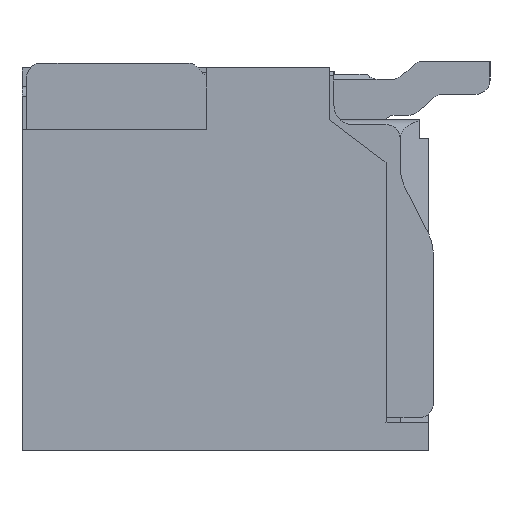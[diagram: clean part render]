
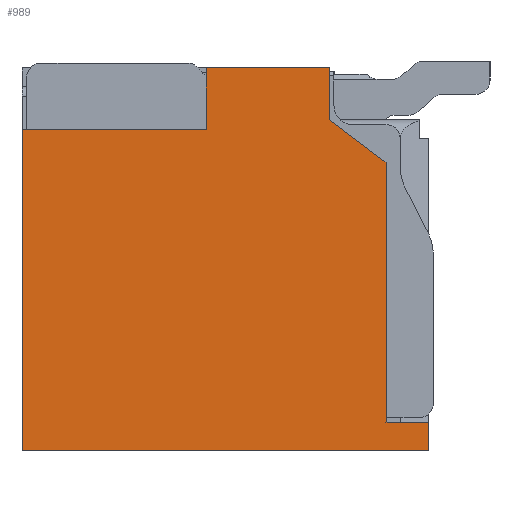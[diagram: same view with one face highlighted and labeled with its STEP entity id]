
A CAD part, left-side view. The second image highlights one B-rep face of the part: STEP entity #989.
In plain terms, the highlighted planar face has unit normal (-1, 0, 0).
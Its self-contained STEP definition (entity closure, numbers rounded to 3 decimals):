
#178 = CARTESIAN_POINT ( 'NONE',  ( -6.625, -1.1, 1.475 ) ) ;
#989 = ADVANCED_FACE ( 'NONE', ( #7623 ), #26723, .F. ) ;
#1153 = EDGE_CURVE ( 'NONE', #9677, #10429, #19264, .T. ) ;
#2182 = VERTEX_POINT ( 'NONE', #16837 ) ;
#2257 = DIRECTION ( 'NONE',  ( 0., 0., -1. ) ) ;
#2327 = ORIENTED_EDGE ( 'NONE', *, *, #21044, .F. ) ;
#2749 = DIRECTION ( 'NONE',  ( 0., 0., -1. ) ) ;
#3238 = VECTOR ( 'NONE', #10772, 1000. ) ;
#3307 = EDGE_CURVE ( 'NONE', #15957, #19560, #20340, .T. ) ;
#3615 = CARTESIAN_POINT ( 'NONE',  ( -6.625, -2.15, 0. ) ) ;
#3927 = LINE ( 'NONE', #14548, #26441 ) ;
#4269 = EDGE_CURVE ( 'NONE', #12394, #22971, #26249, .T. ) ;
#5322 = EDGE_CURVE ( 'NONE', #10429, #15385, #23017, .T. ) ;
#5343 = CARTESIAN_POINT ( 'NONE',  ( -6.625, 2.15, -2.025 ) ) ;
#5724 = DIRECTION ( 'NONE',  ( 0., 0., -1. ) ) ;
#5844 = DIRECTION ( 'NONE',  ( 0., 0., 1. ) ) ;
#6557 = ORIENTED_EDGE ( 'NONE', *, *, #23502, .F. ) ;
#7279 = ORIENTED_EDGE ( 'NONE', *, *, #1153, .F. ) ;
#7369 = VECTOR ( 'NONE', #5724, 1000. ) ;
#7623 = FACE_OUTER_BOUND ( 'NONE', #13976, .T. ) ;
#9569 = CARTESIAN_POINT ( 'NONE',  ( -6.625, -1.1, 2.025 ) ) ;
#9677 = VERTEX_POINT ( 'NONE', #19489 ) ;
#10054 = DIRECTION ( 'NONE',  ( 0., 0., 1. ) ) ;
#10113 = VECTOR ( 'NONE', #10054, 1000. ) ;
#10247 = CARTESIAN_POINT ( 'NONE',  ( -6.625, -1.7, 0. ) ) ;
#10429 = VERTEX_POINT ( 'NONE', #21935 ) ;
#10580 = VECTOR ( 'NONE', #28890, 1000. ) ;
#10583 = VECTOR ( 'NONE', #20936, 1000. ) ;
#10772 = DIRECTION ( 'NONE',  ( 0., -0.8, -0.6 ) ) ;
#10811 = ORIENTED_EDGE ( 'NONE', *, *, #28063, .F. ) ;
#11970 = VERTEX_POINT ( 'NONE', #26396 ) ;
#12323 = AXIS2_PLACEMENT_3D ( 'NONE', #18919, #21195, #2749 ) ;
#12394 = VERTEX_POINT ( 'NONE', #31726 ) ;
#13976 = EDGE_LOOP ( 'NONE', ( #28135, #6557, #32485, #2327, #24171, #22746, #30995, #25281, #7279, #10811 ) ) ;
#14164 = EDGE_CURVE ( 'NONE', #2182, #11970, #16660, .T. ) ;
#14548 = CARTESIAN_POINT ( 'NONE',  ( -6.625, 0., -1.725 ) ) ;
#15385 = VERTEX_POINT ( 'NONE', #9569 ) ;
#15833 = VECTOR ( 'NONE', #18660, 1000. ) ;
#15957 = VERTEX_POINT ( 'NONE', #5343 ) ;
#16016 = CARTESIAN_POINT ( 'NONE',  ( -6.625, -1.1, 0. ) ) ;
#16660 = LINE ( 'NONE', #3615, #26429 ) ;
#16837 = CARTESIAN_POINT ( 'NONE',  ( -6.625, -2.15, -1.725 ) ) ;
#17148 = DIRECTION ( 'NONE',  ( 0., -1., 0. ) ) ;
#18395 = CARTESIAN_POINT ( 'NONE',  ( -6.625, 2.15, 0. ) ) ;
#18660 = DIRECTION ( 'NONE',  ( 0., -1., 0. ) ) ;
#18919 = CARTESIAN_POINT ( 'NONE',  ( -6.625, 0., 0. ) ) ;
#19264 = LINE ( 'NONE', #30189, #28942 ) ;
#19342 = VERTEX_POINT ( 'NONE', #31781 ) ;
#19489 = CARTESIAN_POINT ( 'NONE',  ( -6.625, 0.2, 1.375 ) ) ;
#19560 = VERTEX_POINT ( 'NONE', #30549 ) ;
#20340 = LINE ( 'NONE', #18395, #10113 ) ;
#20936 = DIRECTION ( 'NONE',  ( 0., 1., 0. ) ) ;
#21044 = EDGE_CURVE ( 'NONE', #19342, #2182, #3927, .T. ) ;
#21195 = DIRECTION ( 'NONE',  ( 1., 0., 0. ) ) ;
#21935 = CARTESIAN_POINT ( 'NONE',  ( -6.625, 0.2, 2.025 ) ) ;
#22536 = VECTOR ( 'NONE', #2257, 1000. ) ;
#22746 = ORIENTED_EDGE ( 'NONE', *, *, #4269, .F. ) ;
#22971 = VERTEX_POINT ( 'NONE', #31800 ) ;
#23017 = LINE ( 'NONE', #33757, #10580 ) ;
#23502 = EDGE_CURVE ( 'NONE', #11970, #15957, #34271, .T. ) ;
#23672 = LINE ( 'NONE', #16016, #7369 ) ;
#24171 = ORIENTED_EDGE ( 'NONE', *, *, #28459, .F. ) ;
#25281 = ORIENTED_EDGE ( 'NONE', *, *, #5322, .F. ) ;
#26249 = LINE ( 'NONE', #178, #3238 ) ;
#26396 = CARTESIAN_POINT ( 'NONE',  ( -6.625, -2.15, -2.025 ) ) ;
#26429 = VECTOR ( 'NONE', #27245, 1000. ) ;
#26441 = VECTOR ( 'NONE', #17148, 1000. ) ;
#26494 = EDGE_CURVE ( 'NONE', #15385, #12394, #23672, .T. ) ;
#26723 = PLANE ( 'NONE',  #12323 ) ;
#27155 = CARTESIAN_POINT ( 'NONE',  ( -6.625, 0., 1.375 ) ) ;
#27245 = DIRECTION ( 'NONE',  ( 0., 0., -1. ) ) ;
#28063 = EDGE_CURVE ( 'NONE', #19560, #9677, #32366, .T. ) ;
#28135 = ORIENTED_EDGE ( 'NONE', *, *, #3307, .F. ) ;
#28459 = EDGE_CURVE ( 'NONE', #22971, #19342, #33871, .T. ) ;
#28890 = DIRECTION ( 'NONE',  ( 0., -1., 0. ) ) ;
#28942 = VECTOR ( 'NONE', #5844, 1000. ) ;
#29413 = CARTESIAN_POINT ( 'NONE',  ( -6.625, 0., -2.025 ) ) ;
#30189 = CARTESIAN_POINT ( 'NONE',  ( -6.625, 0.2, 0. ) ) ;
#30549 = CARTESIAN_POINT ( 'NONE',  ( -6.625, 2.15, 1.375 ) ) ;
#30995 = ORIENTED_EDGE ( 'NONE', *, *, #26494, .F. ) ;
#31726 = CARTESIAN_POINT ( 'NONE',  ( -6.625, -1.1, 1.475 ) ) ;
#31781 = CARTESIAN_POINT ( 'NONE',  ( -6.625, -1.7, -1.725 ) ) ;
#31800 = CARTESIAN_POINT ( 'NONE',  ( -6.625, -1.7, 1.025 ) ) ;
#32366 = LINE ( 'NONE', #27155, #15833 ) ;
#32485 = ORIENTED_EDGE ( 'NONE', *, *, #14164, .F. ) ;
#33757 = CARTESIAN_POINT ( 'NONE',  ( -6.625, 0., 2.025 ) ) ;
#33871 = LINE ( 'NONE', #10247, #22536 ) ;
#34271 = LINE ( 'NONE', #29413, #10583 ) ;
